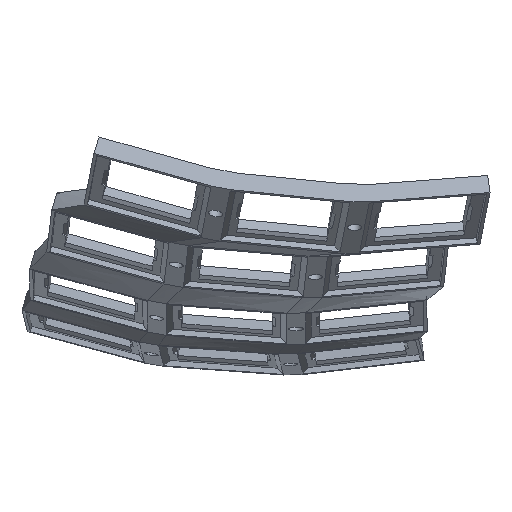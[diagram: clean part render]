
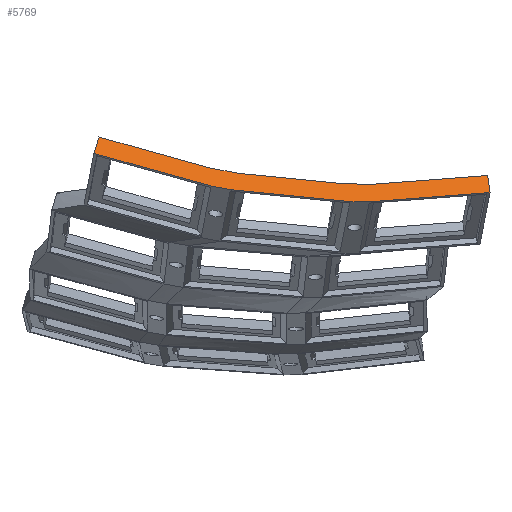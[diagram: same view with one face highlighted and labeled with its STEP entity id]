
A CAD part, left-side view. The second image highlights one B-rep face of the part: STEP entity #5769.
In plain terms, the highlighted planar face has unit normal (-0.903, -0.082, 0.422).
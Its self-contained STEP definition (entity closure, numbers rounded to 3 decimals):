
#295=PLANE('',#6065);
#597=FACE_OUTER_BOUND('',#934,.T.);
#934=EDGE_LOOP('',(#5243,#5244,#5245,#5246,#5247,#5248,#5249,#5250,#5251,
#5252,#5253,#5254));
#1601=LINE('',#9269,#2389);
#1609=LINE('',#9286,#2397);
#1611=LINE('',#9290,#2399);
#1640=LINE('',#9346,#2428);
#1657=LINE('',#9384,#2445);
#1659=LINE('',#9394,#2447);
#1666=LINE('',#9408,#2454);
#1667=LINE('',#9410,#2455);
#1668=LINE('',#9412,#2456);
#1669=LINE('',#9413,#2457);
#1670=LINE('',#9414,#2458);
#1671=LINE('',#9415,#2459);
#2389=VECTOR('',#7155,10.);
#2397=VECTOR('',#7167,10.);
#2399=VECTOR('',#7171,10.);
#2428=VECTOR('',#7212,10.);
#2445=VECTOR('',#7257,10.);
#2447=VECTOR('',#7267,10.);
#2454=VECTOR('',#7276,10.);
#2455=VECTOR('',#7277,10.);
#2456=VECTOR('',#7278,10.);
#2457=VECTOR('',#7279,10.);
#2458=VECTOR('',#7280,10.);
#2459=VECTOR('',#7281,10.);
#2953=VERTEX_POINT('',#9265);
#2954=VERTEX_POINT('',#9267);
#2961=VERTEX_POINT('',#9285);
#2962=VERTEX_POINT('',#9289);
#2981=VERTEX_POINT('',#9340);
#2990=VERTEX_POINT('',#9382);
#2993=VERTEX_POINT('',#9392);
#2994=VERTEX_POINT('',#9393);
#2999=VERTEX_POINT('',#9406);
#3000=VERTEX_POINT('',#9407);
#3001=VERTEX_POINT('',#9409);
#3002=VERTEX_POINT('',#9411);
#3693=EDGE_CURVE('',#2954,#2953,#1601,.T.);
#3701=EDGE_CURVE('',#2953,#2961,#1609,.T.);
#3703=EDGE_CURVE('',#2962,#2961,#1611,.T.);
#3732=EDGE_CURVE('',#2981,#2962,#1640,.T.);
#3751=EDGE_CURVE('',#2954,#2990,#1657,.T.);
#3755=EDGE_CURVE('',#2993,#2994,#1659,.T.);
#3762=EDGE_CURVE('',#2999,#3000,#1666,.T.);
#3763=EDGE_CURVE('',#2999,#3001,#1667,.T.);
#3764=EDGE_CURVE('',#3002,#3001,#1668,.T.);
#3765=EDGE_CURVE('',#3002,#2993,#1669,.T.);
#3766=EDGE_CURVE('',#2994,#2981,#1670,.T.);
#3767=EDGE_CURVE('',#3000,#2990,#1671,.F.);
#5243=ORIENTED_EDGE('',*,*,#3762,.F.);
#5244=ORIENTED_EDGE('',*,*,#3763,.T.);
#5245=ORIENTED_EDGE('',*,*,#3764,.F.);
#5246=ORIENTED_EDGE('',*,*,#3765,.T.);
#5247=ORIENTED_EDGE('',*,*,#3755,.T.);
#5248=ORIENTED_EDGE('',*,*,#3766,.T.);
#5249=ORIENTED_EDGE('',*,*,#3732,.T.);
#5250=ORIENTED_EDGE('',*,*,#3703,.T.);
#5251=ORIENTED_EDGE('',*,*,#3701,.F.);
#5252=ORIENTED_EDGE('',*,*,#3693,.F.);
#5253=ORIENTED_EDGE('',*,*,#3751,.T.);
#5254=ORIENTED_EDGE('',*,*,#3767,.F.);
#5769=ADVANCED_FACE('',(#597),#295,.T.);
#6065=AXIS2_PLACEMENT_3D('',#9405,#7274,#7275);
#7155=DIRECTION('',(0.125,-0.989,0.075));
#7167=DIRECTION('',(-0.412,-0.121,-0.903));
#7171=DIRECTION('',(0.125,-0.989,0.075));
#7212=DIRECTION('',(0.085,-0.996,-0.012));
#7257=DIRECTION('',(-0.085,0.996,0.012));
#7267=DIRECTION('',(0.003,-0.983,-0.184));
#7274=DIRECTION('center_axis',(-0.903,-0.082,0.422));
#7275=DIRECTION('ref_axis',(-0.38,-0.307,-0.872));
#7276=DIRECTION('',(0.003,-0.983,-0.184));
#7277=DIRECTION('',(0.038,0.962,0.269));
#7278=DIRECTION('',(0.429,-0.259,0.866));
#7279=DIRECTION('',(-0.038,-0.962,-0.269));
#7280=DIRECTION('',(0.044,-0.994,-0.099));
#7281=DIRECTION('',(-0.044,0.994,0.099));
#9265=CARTESIAN_POINT('',(80.023,-11.404,34.004));
#9267=CARTESIAN_POINT('',(77.798,6.173,32.669));
#9269=CARTESIAN_POINT('',(80.023,-11.404,34.004));
#9285=CARTESIAN_POINT('',(78.823,-11.756,31.371));
#9286=CARTESIAN_POINT('',(81.682,-10.918,37.642));
#9289=CARTESIAN_POINT('',(76.47,6.833,29.959));
#9290=CARTESIAN_POINT('',(78.823,-11.756,31.371));
#9340=CARTESIAN_POINT('',(76.212,9.843,29.994));
#9346=CARTESIAN_POINT('',(77.129,-0.883,29.867));
#9382=CARTESIAN_POINT('',(77.415,10.656,32.722));
#9384=CARTESIAN_POINT('',(77.798,6.173,32.669));
#9392=CARTESIAN_POINT('',(75.381,31.237,32.379));
#9393=CARTESIAN_POINT('',(75.391,28.268,31.821));
#9394=CARTESIAN_POINT('',(75.475,1.602,26.816));
#9405=CARTESIAN_POINT('Origin',(84.379,-32.289,39.247));
#9406=CARTESIAN_POINT('',(76.67,31.468,35.177));
#9407=CARTESIAN_POINT('',(76.684,27.046,34.347));
#9408=CARTESIAN_POINT('',(76.773,-1.179,29.049));
#9409=CARTESIAN_POINT('',(77.347,48.553,39.947));
#9410=CARTESIAN_POINT('',(77.347,48.553,39.947));
#9411=CARTESIAN_POINT('',(76.097,49.307,37.423));
#9412=CARTESIAN_POINT('',(84.111,44.472,53.603));
#9413=CARTESIAN_POINT('',(76.097,49.307,37.423));
#9414=CARTESIAN_POINT('',(76.212,9.843,29.994));
#9415=CARTESIAN_POINT('',(77.939,-1.081,31.558));
